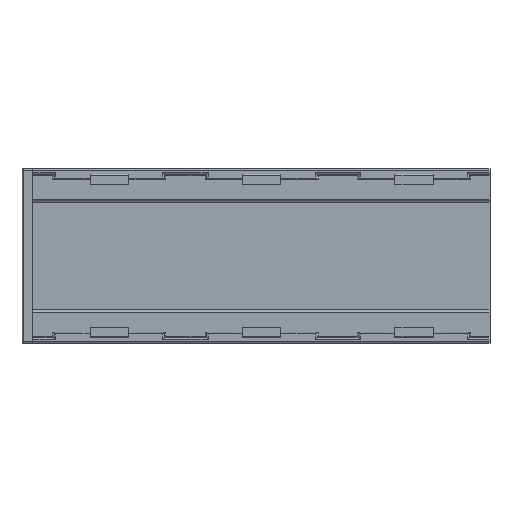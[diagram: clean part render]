
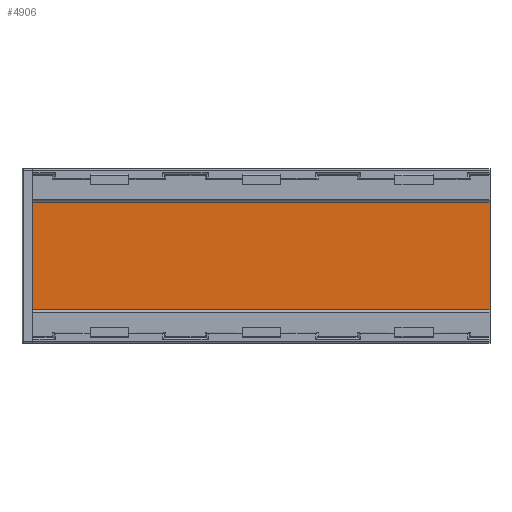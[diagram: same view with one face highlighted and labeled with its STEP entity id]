
A CAD part, top view. The second image highlights one B-rep face of the part: STEP entity #4906.
In plain terms, the highlighted planar face has unit normal (0, 0, 1).
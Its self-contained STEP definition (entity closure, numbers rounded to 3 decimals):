
#936 = VERTEX_POINT('',#937);
#937 = CARTESIAN_POINT('',(-53.5,-37.5,2.775));
#944 = EDGE_CURVE('',#945,#936,#947,.T.);
#945 = VERTEX_POINT('',#946);
#946 = CARTESIAN_POINT('',(-53.5,37.5,2.775));
#947 = LINE('',#948,#949);
#948 = CARTESIAN_POINT('',(-53.5,38.5,2.775));
#949 = VECTOR('',#950,1.);
#950 = DIRECTION('',(0.,-1.,0.));
#2716 = VERTEX_POINT('',#2717);
#2717 = CARTESIAN_POINT('',(266.3,37.5,2.775));
#2724 = EDGE_CURVE('',#2725,#2716,#2727,.T.);
#2725 = VERTEX_POINT('',#2726);
#2726 = CARTESIAN_POINT('',(266.3,-37.5,2.775));
#2727 = LINE('',#2728,#2729);
#2728 = CARTESIAN_POINT('',(266.3,-38.5,2.775));
#2729 = VECTOR('',#2730,1.);
#2730 = DIRECTION('',(0.,1.,0.));
#4906 = ADVANCED_FACE('',(#4907),#4923,.T.);
#4907 = FACE_BOUND('',#4908,.T.);
#4908 = EDGE_LOOP('',(#4909,#4915,#4916,#4922));
#4909 = ORIENTED_EDGE('',*,*,#4910,.T.);
#4910 = EDGE_CURVE('',#936,#2725,#4911,.T.);
#4911 = LINE('',#4912,#4913);
#4912 = CARTESIAN_POINT('',(-53.5,-37.5,2.775));
#4913 = VECTOR('',#4914,1.);
#4914 = DIRECTION('',(1.,0.,0.));
#4915 = ORIENTED_EDGE('',*,*,#2724,.T.);
#4916 = ORIENTED_EDGE('',*,*,#4917,.T.);
#4917 = EDGE_CURVE('',#2716,#945,#4918,.T.);
#4918 = LINE('',#4919,#4920);
#4919 = CARTESIAN_POINT('',(266.7,37.5,2.775));
#4920 = VECTOR('',#4921,1.);
#4921 = DIRECTION('',(-1.,0.,0.));
#4922 = ORIENTED_EDGE('',*,*,#944,.T.);
#4923 = PLANE('',#4924);
#4924 = AXIS2_PLACEMENT_3D('',#4925,#4926,#4927);
#4925 = CARTESIAN_POINT('',(106.4,0.,2.775));
#4926 = DIRECTION('',(0.,0.,1.));
#4927 = DIRECTION('',(1.,0.,-0.));
